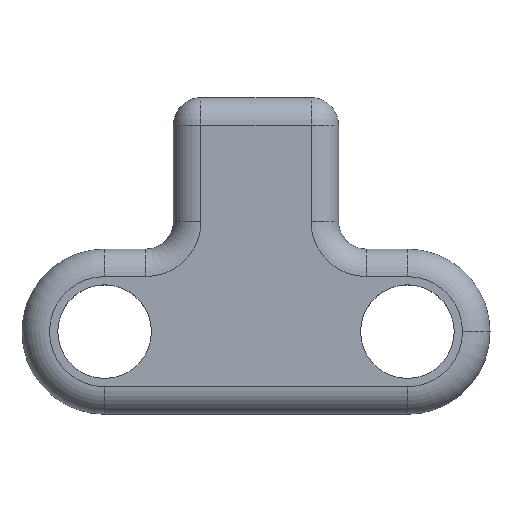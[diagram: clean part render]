
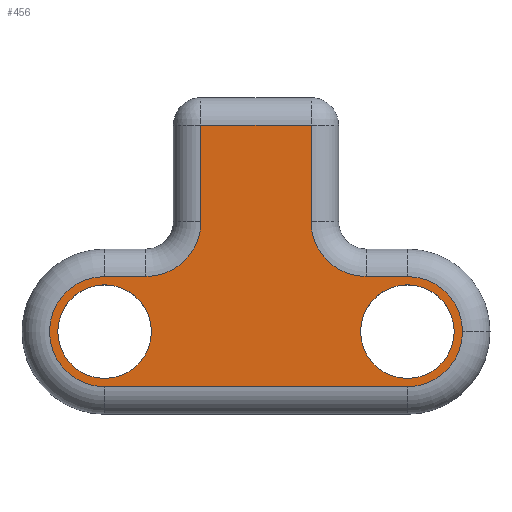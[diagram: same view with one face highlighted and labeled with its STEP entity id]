
A CAD part, top view. The second image highlights one B-rep face of the part: STEP entity #456.
In plain terms, the highlighted planar face has unit normal (0, 0, 1).
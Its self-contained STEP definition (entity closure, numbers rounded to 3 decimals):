
#17 = CARTESIAN_POINT ( 'NONE',  ( -5.5, 2., 3. ) ) ;
#33 = DIRECTION ( 'NONE',  ( 0., 0., 1. ) ) ;
#37 = CIRCLE ( 'NONE', #1263, 2. ) ;
#39 = CARTESIAN_POINT ( 'NONE',  ( 4., 4., 3. ) ) ;
#50 = FACE_OUTER_BOUND ( 'NONE', #339, .T. ) ;
#51 = AXIS2_PLACEMENT_3D ( 'NONE', #479, #357, #377 ) ;
#59 = CARTESIAN_POINT ( 'NONE',  ( -2., 7.5, 3. ) ) ;
#69 = EDGE_CURVE ( 'NONE', #114, #1033, #283, .T. ) ;
#75 = ORIENTED_EDGE ( 'NONE', *, *, #262, .F. ) ;
#76 = VECTOR ( 'NONE', #427, 1000. ) ;
#82 = ORIENTED_EDGE ( 'NONE', *, *, #1052, .T. ) ;
#87 = EDGE_LOOP ( 'NONE', ( #818, #1232 ) ) ;
#104 = LINE ( 'NONE', #925, #76 ) ;
#107 = VERTEX_POINT ( 'NONE', #455 ) ;
#113 = DIRECTION ( 'NONE',  ( 1., 0., 0. ) ) ;
#114 = VERTEX_POINT ( 'NONE', #852 ) ;
#163 = CARTESIAN_POINT ( 'NONE',  ( 5.5, -2., 3. ) ) ;
#169 = VECTOR ( 'NONE', #1132, 1000. ) ;
#176 = VERTEX_POINT ( 'NONE', #752 ) ;
#192 = CIRCLE ( 'NONE', #51, 1.7 ) ;
#197 = AXIS2_PLACEMENT_3D ( 'NONE', #613, #308, #1225 ) ;
#203 = CARTESIAN_POINT ( 'NONE',  ( -4., 4., 3. ) ) ;
#224 = EDGE_CURVE ( 'NONE', #289, #801, #908, .T. ) ;
#228 = DIRECTION ( 'NONE',  ( 0., 0., 1. ) ) ;
#237 = EDGE_CURVE ( 'NONE', #1073, #909, #824, .T. ) ;
#240 = VERTEX_POINT ( 'NONE', #333 ) ;
#247 = EDGE_CURVE ( 'NONE', #801, #176, #434, .T. ) ;
#252 = VERTEX_POINT ( 'NONE', #922 ) ;
#253 = EDGE_CURVE ( 'NONE', #968, #507, #913, .T. ) ;
#260 = AXIS2_PLACEMENT_3D ( 'NONE', #502, #412, #919 ) ;
#262 = EDGE_CURVE ( 'NONE', #614, #332, #934, .T. ) ;
#267 = LINE ( 'NONE', #688, #707 ) ;
#283 = CIRCLE ( 'NONE', #305, 2. ) ;
#289 = VERTEX_POINT ( 'NONE', #817 ) ;
#305 = AXIS2_PLACEMENT_3D ( 'NONE', #39, #558, #541 ) ;
#308 = DIRECTION ( 'NONE',  ( 0., 0., 1. ) ) ;
#326 = DIRECTION ( 'NONE',  ( 1., 0., 0. ) ) ;
#332 = VERTEX_POINT ( 'NONE', #628 ) ;
#333 = CARTESIAN_POINT ( 'NONE',  ( -2., 4., 3. ) ) ;
#339 = EDGE_LOOP ( 'NONE', ( #962, #1191, #393, #1080, #1138, #619, #631, #82, #1144, #1214, #670 ) ) ;
#345 = AXIS2_PLACEMENT_3D ( 'NONE', #1032, #228, #326 ) ;
#348 = VECTOR ( 'NONE', #1238, 1000. ) ;
#350 = EDGE_CURVE ( 'NONE', #555, #968, #37, .T. ) ;
#351 = DIRECTION ( 'NONE',  ( 0., 0., 1. ) ) ;
#354 = FACE_BOUND ( 'NONE', #87, .T. ) ;
#357 = DIRECTION ( 'NONE',  ( 0., 0., 1. ) ) ;
#377 = DIRECTION ( 'NONE',  ( 1., 0., 0. ) ) ;
#380 = CARTESIAN_POINT ( 'NONE',  ( 5.5, 2., 3. ) ) ;
#393 = ORIENTED_EDGE ( 'NONE', *, *, #551, .T. ) ;
#399 = CARTESIAN_POINT ( 'NONE',  ( 0., 2., 3. ) ) ;
#412 = DIRECTION ( 'NONE',  ( 0., 0., 1. ) ) ;
#413 = CARTESIAN_POINT ( 'NONE',  ( -2., 0., 3. ) ) ;
#427 = DIRECTION ( 'NONE',  ( -1., 0., 0. ) ) ;
#434 = CIRCLE ( 'NONE', #197, 2. ) ;
#455 = CARTESIAN_POINT ( 'NONE',  ( 3.8, 0., 3. ) ) ;
#456 = ADVANCED_FACE ( 'NONE', ( #50, #354, #1050 ), #849, .T. ) ;
#459 = CARTESIAN_POINT ( 'NONE',  ( 2., 7.5, 3. ) ) ;
#479 = CARTESIAN_POINT ( 'NONE',  ( 5.5, 0., 3. ) ) ;
#502 = CARTESIAN_POINT ( 'NONE',  ( -5.5, 0., 3. ) ) ;
#507 = VERTEX_POINT ( 'NONE', #380 ) ;
#541 = DIRECTION ( 'NONE',  ( 1., 0., 0. ) ) ;
#551 = EDGE_CURVE ( 'NONE', #176, #555, #267, .T. ) ;
#555 = VERTEX_POINT ( 'NONE', #163 ) ;
#556 = LINE ( 'NONE', #951, #1143 ) ;
#558 = DIRECTION ( 'NONE',  ( 0., 0., -1. ) ) ;
#559 = CARTESIAN_POINT ( 'NONE',  ( 5.5, 0., 3. ) ) ;
#562 = CARTESIAN_POINT ( 'NONE',  ( 7.5, 0., 3. ) ) ;
#584 = CIRCLE ( 'NONE', #871, 2. ) ;
#611 = DIRECTION ( 'NONE',  ( 1., 0., 0. ) ) ;
#613 = CARTESIAN_POINT ( 'NONE',  ( -5.5, 0., 3. ) ) ;
#614 = VERTEX_POINT ( 'NONE', #679 ) ;
#619 = ORIENTED_EDGE ( 'NONE', *, *, #869, .T. ) ;
#628 = CARTESIAN_POINT ( 'NONE',  ( -3.8, 0., 3. ) ) ;
#631 = ORIENTED_EDGE ( 'NONE', *, *, #69, .T. ) ;
#642 = VECTOR ( 'NONE', #1213, 1000. ) ;
#643 = DIRECTION ( 'NONE',  ( 0., 0., 1. ) ) ;
#670 = ORIENTED_EDGE ( 'NONE', *, *, #853, .T. ) ;
#679 = CARTESIAN_POINT ( 'NONE',  ( -7.2, 0., 3. ) ) ;
#688 = CARTESIAN_POINT ( 'NONE',  ( 5.5, -2., 3. ) ) ;
#693 = CARTESIAN_POINT ( 'NONE',  ( 5.5, 0., 3. ) ) ;
#707 = VECTOR ( 'NONE', #987, 1000. ) ;
#710 = CARTESIAN_POINT ( 'NONE',  ( -5.5, 0., 3. ) ) ;
#730 = CARTESIAN_POINT ( 'NONE',  ( 0., 7.5, 3. ) ) ;
#752 = CARTESIAN_POINT ( 'NONE',  ( -5.5, -2., 3. ) ) ;
#753 = DIRECTION ( 'NONE',  ( 1., 0., 0. ) ) ;
#789 = DIRECTION ( 'NONE',  ( 0., 0., 1. ) ) ;
#801 = VERTEX_POINT ( 'NONE', #17 ) ;
#817 = CARTESIAN_POINT ( 'NONE',  ( -4., 2., 3. ) ) ;
#818 = ORIENTED_EDGE ( 'NONE', *, *, #1150, .F. ) ;
#820 = DIRECTION ( 'NONE',  ( 0., 0., -1. ) ) ;
#824 = LINE ( 'NONE', #730, #169 ) ;
#849 = PLANE ( 'NONE',  #1042 ) ;
#852 = CARTESIAN_POINT ( 'NONE',  ( 4., 2., 3. ) ) ;
#853 = EDGE_CURVE ( 'NONE', #240, #289, #584, .T. ) ;
#869 = EDGE_CURVE ( 'NONE', #507, #114, #104, .T. ) ;
#871 = AXIS2_PLACEMENT_3D ( 'NONE', #203, #820, #611 ) ;
#895 = EDGE_CURVE ( 'NONE', #909, #240, #912, .T. ) ;
#908 = LINE ( 'NONE', #399, #642 ) ;
#909 = VERTEX_POINT ( 'NONE', #59 ) ;
#912 = LINE ( 'NONE', #413, #348 ) ;
#913 = CIRCLE ( 'NONE', #345, 2. ) ;
#919 = DIRECTION ( 'NONE',  ( 1., 0., 0. ) ) ;
#922 = CARTESIAN_POINT ( 'NONE',  ( 7.2, 0., 3. ) ) ;
#925 = CARTESIAN_POINT ( 'NONE',  ( 0., 2., 3. ) ) ;
#934 = CIRCLE ( 'NONE', #1021, 1.7 ) ;
#946 = CARTESIAN_POINT ( 'NONE',  ( 2., 4., 3. ) ) ;
#951 = CARTESIAN_POINT ( 'NONE',  ( 2., 7.5, 3. ) ) ;
#962 = ORIENTED_EDGE ( 'NONE', *, *, #224, .T. ) ;
#968 = VERTEX_POINT ( 'NONE', #562 ) ;
#987 = DIRECTION ( 'NONE',  ( 1., 0., 0. ) ) ;
#1007 = EDGE_LOOP ( 'NONE', ( #75, #1205 ) ) ;
#1021 = AXIS2_PLACEMENT_3D ( 'NONE', #710, #33, #113 ) ;
#1032 = CARTESIAN_POINT ( 'NONE',  ( 5.5, 0., 3. ) ) ;
#1033 = VERTEX_POINT ( 'NONE', #946 ) ;
#1042 = AXIS2_PLACEMENT_3D ( 'NONE', #1248, #351, #753 ) ;
#1050 = FACE_BOUND ( 'NONE', #1007, .T. ) ;
#1052 = EDGE_CURVE ( 'NONE', #1033, #1073, #556, .T. ) ;
#1070 = DIRECTION ( 'NONE',  ( 1., 0., 0. ) ) ;
#1073 = VERTEX_POINT ( 'NONE', #459 ) ;
#1080 = ORIENTED_EDGE ( 'NONE', *, *, #350, .T. ) ;
#1092 = EDGE_CURVE ( 'NONE', #252, #107, #192, .T. ) ;
#1122 = AXIS2_PLACEMENT_3D ( 'NONE', #693, #789, #1070 ) ;
#1132 = DIRECTION ( 'NONE',  ( -1., 0., 0. ) ) ;
#1138 = ORIENTED_EDGE ( 'NONE', *, *, #253, .T. ) ;
#1143 = VECTOR ( 'NONE', #1250, 1000. ) ;
#1144 = ORIENTED_EDGE ( 'NONE', *, *, #237, .T. ) ;
#1150 = EDGE_CURVE ( 'NONE', #107, #252, #1204, .T. ) ;
#1163 = CIRCLE ( 'NONE', #260, 1.7 ) ;
#1191 = ORIENTED_EDGE ( 'NONE', *, *, #247, .T. ) ;
#1204 = CIRCLE ( 'NONE', #1122, 1.7 ) ;
#1205 = ORIENTED_EDGE ( 'NONE', *, *, #1275, .F. ) ;
#1213 = DIRECTION ( 'NONE',  ( -1., 0., 0. ) ) ;
#1214 = ORIENTED_EDGE ( 'NONE', *, *, #895, .T. ) ;
#1225 = DIRECTION ( 'NONE',  ( 1., 0., 0. ) ) ;
#1232 = ORIENTED_EDGE ( 'NONE', *, *, #1092, .F. ) ;
#1238 = DIRECTION ( 'NONE',  ( 0., -1., 0. ) ) ;
#1248 = CARTESIAN_POINT ( 'NONE',  ( 0., 0., 3. ) ) ;
#1250 = DIRECTION ( 'NONE',  ( 0., 1., 0. ) ) ;
#1257 = DIRECTION ( 'NONE',  ( 1., 0., 0. ) ) ;
#1263 = AXIS2_PLACEMENT_3D ( 'NONE', #559, #643, #1257 ) ;
#1275 = EDGE_CURVE ( 'NONE', #332, #614, #1163, .T. ) ;
